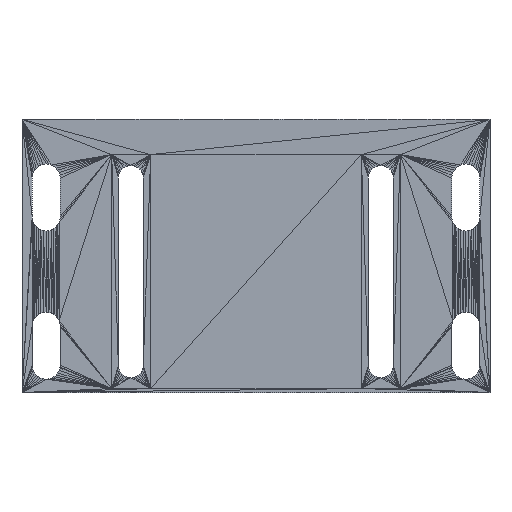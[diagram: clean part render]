
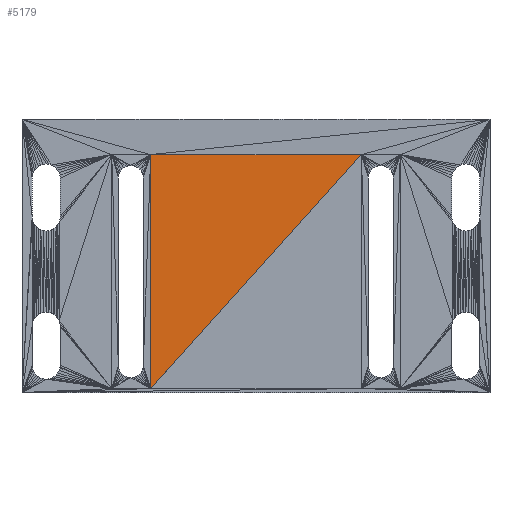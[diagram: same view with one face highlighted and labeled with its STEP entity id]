
A CAD part, front view. The second image highlights one B-rep face of the part: STEP entity #5179.
In plain terms, the highlighted planar face has unit normal (0, -1, 0).
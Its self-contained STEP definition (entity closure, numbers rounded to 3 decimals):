
#3270 = VERTEX_POINT('',#3271);
#3271 = CARTESIAN_POINT('',(-13.5,-2.5,15.));
#3285 = PLANE('',#3286);
#3286 = AXIS2_PLACEMENT_3D('',#3287,#3288,#3289);
#3287 = CARTESIAN_POINT('',(-13.5,-4.,15.));
#3288 = DIRECTION('',(1.,0.,0.));
#3289 = DIRECTION('',(0.,0.,1.));
#3430 = EDGE_CURVE('',#3270,#3431,#3433,.T.);
#3431 = VERTEX_POINT('',#3432);
#3432 = CARTESIAN_POINT('',(-13.5,-2.5,-15.));
#3433 = SURFACE_CURVE('',#3434,(#3438,#3445),.PCURVE_S1.);
#3434 = LINE('',#3435,#3436);
#3435 = CARTESIAN_POINT('',(-13.5,-2.5,15.));
#3436 = VECTOR('',#3437,1.);
#3437 = DIRECTION('',(0.,0.,-1.));
#3438 = PCURVE('',#3285,#3439);
#3439 = DEFINITIONAL_REPRESENTATION('',(#3440),#3444);
#3440 = LINE('',#3441,#3442);
#3441 = CARTESIAN_POINT('',(0.,-1.5));
#3442 = VECTOR('',#3443,1.);
#3443 = DIRECTION('',(-1.,0.));
#3444 = ( GEOMETRIC_REPRESENTATION_CONTEXT(2) 
PARAMETRIC_REPRESENTATION_CONTEXT() REPRESENTATION_CONTEXT('2D SPACE',''
  ) );
#3445 = PCURVE('',#3446,#3451);
#3446 = PLANE('',#3447);
#3447 = AXIS2_PLACEMENT_3D('',#3448,#3449,#3450);
#3448 = CARTESIAN_POINT('',(-13.5,-2.5,-15.));
#3449 = DIRECTION('',(0.,1.,0.));
#3450 = DIRECTION('',(0.,0.,1.));
#3451 = DEFINITIONAL_REPRESENTATION('',(#3452),#3456);
#3452 = LINE('',#3453,#3454);
#3453 = CARTESIAN_POINT('',(30.,0.));
#3454 = VECTOR('',#3455,1.);
#3455 = DIRECTION('',(-1.,0.));
#3456 = ( GEOMETRIC_REPRESENTATION_CONTEXT(2) 
PARAMETRIC_REPRESENTATION_CONTEXT() REPRESENTATION_CONTEXT('2D SPACE',''
  ) );
#5179 = ADVANCED_FACE('',(#5180),#3446,.F.);
#5180 = FACE_BOUND('',#5181,.T.);
#5181 = EDGE_LOOP('',(#5182,#5209,#5234));
#5182 = ORIENTED_EDGE('',*,*,#5183,.T.);
#5183 = EDGE_CURVE('',#3431,#5184,#5186,.T.);
#5184 = VERTEX_POINT('',#5185);
#5185 = CARTESIAN_POINT('',(13.5,-2.5,15.));
#5186 = SURFACE_CURVE('',#5187,(#5191,#5198),.PCURVE_S1.);
#5187 = LINE('',#5188,#5189);
#5188 = CARTESIAN_POINT('',(-13.5,-2.5,-15.));
#5189 = VECTOR('',#5190,1.);
#5190 = DIRECTION('',(0.669,0.,0.743));
#5191 = PCURVE('',#3446,#5192);
#5192 = DEFINITIONAL_REPRESENTATION('',(#5193),#5197);
#5193 = LINE('',#5194,#5195);
#5194 = CARTESIAN_POINT('',(0.,0.));
#5195 = VECTOR('',#5196,1.);
#5196 = DIRECTION('',(0.743,0.669));
#5197 = ( GEOMETRIC_REPRESENTATION_CONTEXT(2) 
PARAMETRIC_REPRESENTATION_CONTEXT() REPRESENTATION_CONTEXT('2D SPACE',''
  ) );
#5198 = PCURVE('',#5199,#5204);
#5199 = PLANE('',#5200);
#5200 = AXIS2_PLACEMENT_3D('',#5201,#5202,#5203);
#5201 = CARTESIAN_POINT('',(13.5,-2.5,15.));
#5202 = DIRECTION('',(0.,1.,0.));
#5203 = DIRECTION('',(0.,0.,1.));
#5204 = DEFINITIONAL_REPRESENTATION('',(#5205),#5208);
#5205 = B_SPLINE_CURVE_WITH_KNOTS('',1,(#5206,#5207),.UNSPECIFIED.,.F.,
  .F.,(2,2),(0.,40.361),.PIECEWISE_BEZIER_KNOTS.);
#5206 = CARTESIAN_POINT('',(-30.,-27.));
#5207 = CARTESIAN_POINT('',(0.,0.));
#5208 = ( GEOMETRIC_REPRESENTATION_CONTEXT(2) 
PARAMETRIC_REPRESENTATION_CONTEXT() REPRESENTATION_CONTEXT('2D SPACE',''
  ) );
#5209 = ORIENTED_EDGE('',*,*,#5210,.T.);
#5210 = EDGE_CURVE('',#5184,#3270,#5211,.T.);
#5211 = SURFACE_CURVE('',#5212,(#5216,#5223),.PCURVE_S1.);
#5212 = LINE('',#5213,#5214);
#5213 = CARTESIAN_POINT('',(13.5,-2.5,15.));
#5214 = VECTOR('',#5215,1.);
#5215 = DIRECTION('',(-1.,0.,0.));
#5216 = PCURVE('',#3446,#5217);
#5217 = DEFINITIONAL_REPRESENTATION('',(#5218),#5222);
#5218 = LINE('',#5219,#5220);
#5219 = CARTESIAN_POINT('',(30.,27.));
#5220 = VECTOR('',#5221,1.);
#5221 = DIRECTION('',(0.,-1.));
#5222 = ( GEOMETRIC_REPRESENTATION_CONTEXT(2) 
PARAMETRIC_REPRESENTATION_CONTEXT() REPRESENTATION_CONTEXT('2D SPACE',''
  ) );
#5223 = PCURVE('',#5224,#5229);
#5224 = PLANE('',#5225);
#5225 = AXIS2_PLACEMENT_3D('',#5226,#5227,#5228);
#5226 = CARTESIAN_POINT('',(13.5,-2.5,15.));
#5227 = DIRECTION('',(0.,1.,0.));
#5228 = DIRECTION('',(0.,0.,1.));
#5229 = DEFINITIONAL_REPRESENTATION('',(#5230),#5233);
#5230 = B_SPLINE_CURVE_WITH_KNOTS('',1,(#5231,#5232),.UNSPECIFIED.,.F.,
  .F.,(2,2),(0.,27.),.PIECEWISE_BEZIER_KNOTS.);
#5231 = CARTESIAN_POINT('',(0.,0.));
#5232 = CARTESIAN_POINT('',(0.,-27.));
#5233 = ( GEOMETRIC_REPRESENTATION_CONTEXT(2) 
PARAMETRIC_REPRESENTATION_CONTEXT() REPRESENTATION_CONTEXT('2D SPACE',''
  ) );
#5234 = ORIENTED_EDGE('',*,*,#3430,.T.);
